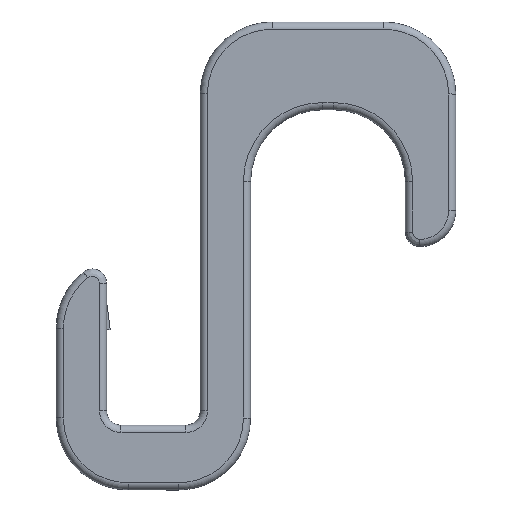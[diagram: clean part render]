
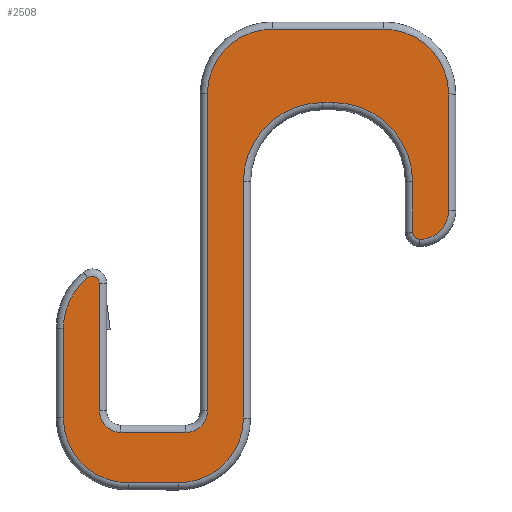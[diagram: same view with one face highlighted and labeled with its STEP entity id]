
A CAD part, front view. The second image highlights one B-rep face of the part: STEP entity #2508.
In plain terms, the highlighted planar face has unit normal (0, -1, 0).
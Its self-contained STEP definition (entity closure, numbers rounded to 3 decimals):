
#230=CIRCLE('',#2642,1.);
#236=CIRCLE('',#2650,3.);
#240=CIRCLE('',#2656,3.);
#244=CIRCLE('',#2662,9.);
#248=CIRCLE('',#2668,9.);
#252=CIRCLE('',#2674,4.);
#255=CIRCLE('',#2677,1.);
#259=CIRCLE('',#2683,11.);
#263=CIRCLE('',#2689,11.);
#267=CIRCLE('',#2695,9.);
#271=CIRCLE('',#2701,9.);
#274=CIRCLE('',#2706,9.);
#362=FACE_OUTER_BOUND('',#514,.T.);
#514=EDGE_LOOP('',(#1797,#1798,#1799,#1800,#1801,#1802,#1803,#1804,#1805,
#1806,#1807,#1808,#1809,#1810,#1811,#1812,#1813,#1814,#1815,#1816,#1817,
#1818));
#645=LINE('',#3443,#837);
#647=LINE('',#3455,#839);
#649=LINE('',#3467,#841);
#651=LINE('',#3479,#843);
#653=LINE('',#3491,#845);
#655=LINE('',#3517,#847);
#657=LINE('',#3529,#849);
#659=LINE('',#3541,#851);
#661=LINE('',#3553,#853);
#663=LINE('',#3565,#855);
#837=VECTOR('',#2857,10.);
#839=VECTOR('',#2871,10.);
#841=VECTOR('',#2885,10.);
#843=VECTOR('',#2899,10.);
#845=VECTOR('',#2913,10.);
#847=VECTOR('',#2933,10.);
#849=VECTOR('',#2947,10.);
#851=VECTOR('',#2961,10.);
#853=VECTOR('',#2975,10.);
#855=VECTOR('',#2989,10.);
#1026=VERTEX_POINT('',#3431);
#1027=VERTEX_POINT('',#3433);
#1029=VERTEX_POINT('',#3439);
#1031=VERTEX_POINT('',#3445);
#1033=VERTEX_POINT('',#3451);
#1035=VERTEX_POINT('',#3457);
#1037=VERTEX_POINT('',#3463);
#1039=VERTEX_POINT('',#3469);
#1041=VERTEX_POINT('',#3475);
#1043=VERTEX_POINT('',#3481);
#1045=VERTEX_POINT('',#3487);
#1047=VERTEX_POINT('',#3493);
#1049=VERTEX_POINT('',#3507);
#1051=VERTEX_POINT('',#3513);
#1053=VERTEX_POINT('',#3519);
#1055=VERTEX_POINT('',#3525);
#1057=VERTEX_POINT('',#3531);
#1059=VERTEX_POINT('',#3537);
#1061=VERTEX_POINT('',#3543);
#1063=VERTEX_POINT('',#3549);
#1065=VERTEX_POINT('',#3555);
#1067=VERTEX_POINT('',#3561);
#1273=EDGE_CURVE('',#1026,#1027,#230,.T.);
#1278=EDGE_CURVE('',#1027,#1029,#645,.T.);
#1281=EDGE_CURVE('',#1029,#1031,#236,.T.);
#1284=EDGE_CURVE('',#1031,#1033,#647,.T.);
#1287=EDGE_CURVE('',#1033,#1035,#240,.T.);
#1290=EDGE_CURVE('',#1035,#1037,#649,.T.);
#1293=EDGE_CURVE('',#1037,#1039,#244,.T.);
#1296=EDGE_CURVE('',#1039,#1041,#651,.T.);
#1299=EDGE_CURVE('',#1041,#1043,#248,.T.);
#1302=EDGE_CURVE('',#1043,#1045,#653,.T.);
#1305=EDGE_CURVE('',#1045,#1047,#252,.T.);
#1308=EDGE_CURVE('',#1047,#1049,#255,.T.);
#1311=EDGE_CURVE('',#1049,#1051,#655,.T.);
#1314=EDGE_CURVE('',#1051,#1053,#259,.T.);
#1317=EDGE_CURVE('',#1053,#1055,#657,.T.);
#1320=EDGE_CURVE('',#1055,#1057,#263,.T.);
#1323=EDGE_CURVE('',#1057,#1059,#659,.T.);
#1326=EDGE_CURVE('',#1059,#1061,#267,.T.);
#1329=EDGE_CURVE('',#1061,#1063,#661,.T.);
#1332=EDGE_CURVE('',#1063,#1065,#271,.T.);
#1335=EDGE_CURVE('',#1065,#1067,#663,.T.);
#1337=EDGE_CURVE('',#1067,#1026,#274,.T.);
#1797=ORIENTED_EDGE('',*,*,#1273,.F.);
#1798=ORIENTED_EDGE('',*,*,#1337,.F.);
#1799=ORIENTED_EDGE('',*,*,#1335,.F.);
#1800=ORIENTED_EDGE('',*,*,#1332,.F.);
#1801=ORIENTED_EDGE('',*,*,#1329,.F.);
#1802=ORIENTED_EDGE('',*,*,#1326,.F.);
#1803=ORIENTED_EDGE('',*,*,#1323,.F.);
#1804=ORIENTED_EDGE('',*,*,#1320,.F.);
#1805=ORIENTED_EDGE('',*,*,#1317,.F.);
#1806=ORIENTED_EDGE('',*,*,#1314,.F.);
#1807=ORIENTED_EDGE('',*,*,#1311,.F.);
#1808=ORIENTED_EDGE('',*,*,#1308,.F.);
#1809=ORIENTED_EDGE('',*,*,#1305,.F.);
#1810=ORIENTED_EDGE('',*,*,#1302,.F.);
#1811=ORIENTED_EDGE('',*,*,#1299,.F.);
#1812=ORIENTED_EDGE('',*,*,#1296,.F.);
#1813=ORIENTED_EDGE('',*,*,#1293,.F.);
#1814=ORIENTED_EDGE('',*,*,#1290,.F.);
#1815=ORIENTED_EDGE('',*,*,#1287,.F.);
#1816=ORIENTED_EDGE('',*,*,#1284,.F.);
#1817=ORIENTED_EDGE('',*,*,#1281,.F.);
#1818=ORIENTED_EDGE('',*,*,#1278,.F.);
#2436=PLANE('',#2724);
#2508=ADVANCED_FACE('',(#362),#2436,.F.);
#2642=AXIS2_PLACEMENT_3D('',#3434,#2846,#2847);
#2650=AXIS2_PLACEMENT_3D('',#3449,#2864,#2865);
#2656=AXIS2_PLACEMENT_3D('',#3461,#2878,#2879);
#2662=AXIS2_PLACEMENT_3D('',#3473,#2892,#2893);
#2668=AXIS2_PLACEMENT_3D('',#3485,#2906,#2907);
#2674=AXIS2_PLACEMENT_3D('',#3497,#2920,#2921);
#2677=AXIS2_PLACEMENT_3D('',#3511,#2926,#2927);
#2683=AXIS2_PLACEMENT_3D('',#3523,#2940,#2941);
#2689=AXIS2_PLACEMENT_3D('',#3535,#2954,#2955);
#2695=AXIS2_PLACEMENT_3D('',#3547,#2968,#2969);
#2701=AXIS2_PLACEMENT_3D('',#3559,#2982,#2983);
#2706=AXIS2_PLACEMENT_3D('',#3568,#2994,#2995);
#2724=AXIS2_PLACEMENT_3D('',#3615,#3047,#3048);
#2846=DIRECTION('center_axis',(0.,1.,0.));
#2847=DIRECTION('ref_axis',(0.433,0.,0.901));
#2857=DIRECTION('',(0.,0.,-1.));
#2864=DIRECTION('center_axis',(0.,-1.,0.));
#2865=DIRECTION('ref_axis',(-0.707,0.,-0.707));
#2871=DIRECTION('',(1.,0.,0.));
#2878=DIRECTION('center_axis',(0.,-1.,0.));
#2879=DIRECTION('ref_axis',(0.707,0.,-0.707));
#2885=DIRECTION('',(0.,0.,1.));
#2892=DIRECTION('center_axis',(0.,1.,0.));
#2893=DIRECTION('ref_axis',(-0.707,0.,0.707));
#2899=DIRECTION('',(1.,0.,0.));
#2906=DIRECTION('center_axis',(0.,1.,0.));
#2907=DIRECTION('ref_axis',(0.707,0.,0.707));
#2913=DIRECTION('',(0.,0.,-1.));
#2920=DIRECTION('center_axis',(0.,1.,0.));
#2921=DIRECTION('ref_axis',(0.707,0.,-0.707));
#2926=DIRECTION('center_axis',(0.,1.,0.));
#2927=DIRECTION('ref_axis',(-0.707,0.,-0.707));
#2933=DIRECTION('',(0.,0.,1.));
#2940=DIRECTION('center_axis',(0.,-1.,0.));
#2941=DIRECTION('ref_axis',(0.707,0.,0.707));
#2947=DIRECTION('',(-1.,0.,0.));
#2954=DIRECTION('center_axis',(0.,-1.,0.));
#2955=DIRECTION('ref_axis',(-0.707,0.,0.707));
#2961=DIRECTION('',(0.,0.,-1.));
#2968=DIRECTION('center_axis',(0.,1.,0.));
#2969=DIRECTION('ref_axis',(0.707,0.,-0.707));
#2975=DIRECTION('',(-1.,0.,0.));
#2982=DIRECTION('center_axis',(0.,1.,0.));
#2983=DIRECTION('ref_axis',(-0.707,0.,-0.707));
#2989=DIRECTION('',(0.,0.,1.));
#2994=DIRECTION('center_axis',(0.,1.,0.));
#2995=DIRECTION('ref_axis',(-0.901,0.,0.433));
#3047=DIRECTION('center_axis',(0.,1.,0.));
#3048=DIRECTION('ref_axis',(1.,0.,0.));
#3431=CARTESIAN_POINT('',(-13.476,0.,27.677));
#3433=CARTESIAN_POINT('',(-11.851,0.,26.896));
#3434=CARTESIAN_POINT('Origin',(-12.851,0.,26.896));
#3439=CARTESIAN_POINT('',(-11.851,0.,9.19));
#3443=CARTESIAN_POINT('',(-11.851,0.,30.44));
#3445=CARTESIAN_POINT('',(-8.851,0.,6.19));
#3449=CARTESIAN_POINT('Origin',(-8.851,0.,9.19));
#3451=CARTESIAN_POINT('',(0.149,0.,6.19));
#3455=CARTESIAN_POINT('',(-0.476,0.,6.19));
#3457=CARTESIAN_POINT('',(3.149,0.,9.19));
#3461=CARTESIAN_POINT('Origin',(0.149,0.,9.19));
#3463=CARTESIAN_POINT('',(3.149,0.,53.19));
#3467=CARTESIAN_POINT('',(3.149,0.,18.94));
#3469=CARTESIAN_POINT('',(12.149,0.,62.19));
#3473=CARTESIAN_POINT('Origin',(12.149,0.,53.19));
#3475=CARTESIAN_POINT('',(27.649,0.,62.19));
#3479=CARTESIAN_POINT('',(6.024,0.,62.19));
#3481=CARTESIAN_POINT('',(36.649,0.,53.19));
#3485=CARTESIAN_POINT('Origin',(27.649,0.,53.19));
#3487=CARTESIAN_POINT('',(36.649,0.,37.));
#3491=CARTESIAN_POINT('',(36.649,0.,46.94));
#3493=CARTESIAN_POINT('',(32.649,0.,33.));
#3497=CARTESIAN_POINT('Origin',(32.649,0.,37.));
#3507=CARTESIAN_POINT('',(31.649,0.,34.));
#3511=CARTESIAN_POINT('Origin',(32.649,0.,34.));
#3513=CARTESIAN_POINT('',(31.649,0.,41.));
#3517=CARTESIAN_POINT('',(31.649,0.,31.345));
#3519=CARTESIAN_POINT('',(20.649,0.,52.));
#3523=CARTESIAN_POINT('Origin',(20.649,0.,41.));
#3525=CARTESIAN_POINT('',(19.149,0.,52.));
#3529=CARTESIAN_POINT('',(20.274,0.,52.));
#3531=CARTESIAN_POINT('',(8.149,0.,41.));
#3535=CARTESIAN_POINT('Origin',(19.149,0.,41.));
#3537=CARTESIAN_POINT('',(8.149,0.,8.19));
#3541=CARTESIAN_POINT('',(8.149,0.,40.845));
#3543=CARTESIAN_POINT('',(-0.851,0.,-0.81));
#3547=CARTESIAN_POINT('Origin',(-0.851,0.,8.19));
#3549=CARTESIAN_POINT('',(-7.851,0.,-0.81));
#3553=CARTESIAN_POINT('',(9.524,0.,-0.81));
#3555=CARTESIAN_POINT('',(-16.851,0.,8.19));
#3559=CARTESIAN_POINT('Origin',(-7.851,0.,8.19));
#3561=CARTESIAN_POINT('',(-16.851,0.,20.651));
#3565=CARTESIAN_POINT('',(-16.851,0.,14.44));
#3568=CARTESIAN_POINT('Origin',(-7.851,0.,20.651));
#3615=CARTESIAN_POINT('Origin',(9.899,0.,30.69));
